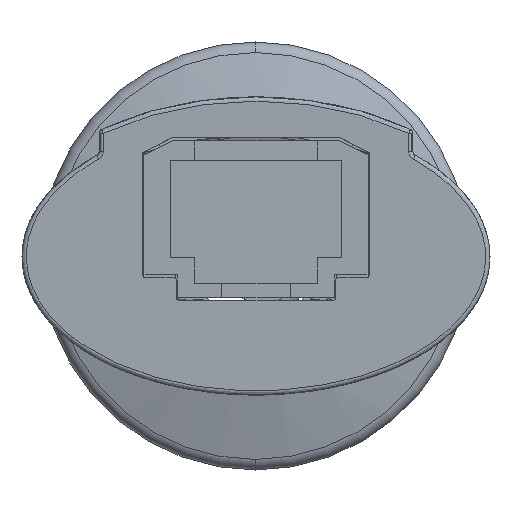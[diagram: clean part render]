
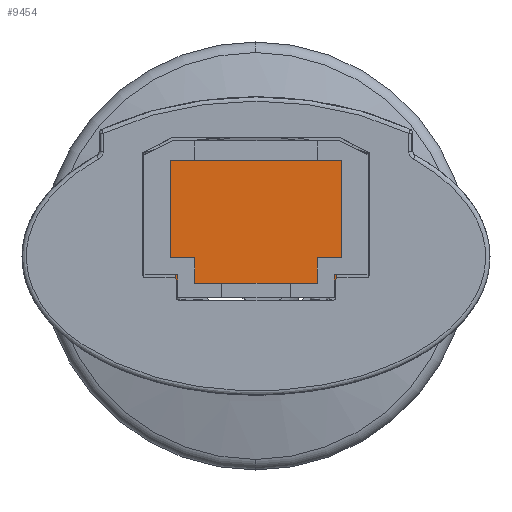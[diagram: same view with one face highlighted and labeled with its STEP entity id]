
A CAD part, left-side view. The second image highlights one B-rep face of the part: STEP entity #9454.
In plain terms, the highlighted planar face has unit normal (-1, 0, 0).
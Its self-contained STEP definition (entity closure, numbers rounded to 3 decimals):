
#5768=CARTESIAN_POINT('',(-43.22,-5.625,-2.87));
#5769=VERTEX_POINT('',#5768);
#5777=CARTESIAN_POINT('',(-43.22,5.625,-2.87));
#5778=VERTEX_POINT('',#5777);
#5779=CARTESIAN_POINT('',(-43.22,5.625,-2.87));
#5780=DIRECTION('',(0.0,-1.0,0.0));
#5781=VECTOR('',#5780,11.25);
#5782=LINE('',#5779,#5781);
#5783=EDGE_CURVE('',#5778,#5769,#5782,.T.);
#8091=CARTESIAN_POINT('',(-43.22,-4.3,-0.07));
#8092=VERTEX_POINT('',#8091);
#8093=CARTESIAN_POINT('',(-43.22,-6.,-0.07));
#8094=VERTEX_POINT('',#8093);
#8095=CARTESIAN_POINT('',(-43.22,-4.3,-0.07));
#8096=DIRECTION('',(0.0,-1.0,0.0));
#8097=VECTOR('',#8096,1.7);
#8098=LINE('',#8095,#8097);
#8099=EDGE_CURVE('',#8092,#8094,#8098,.T.);
#8122=CARTESIAN_POINT('',(-43.22,-6.,6.73));
#8123=VERTEX_POINT('',#8122);
#8124=CARTESIAN_POINT('',(-43.22,-6.,-0.07));
#8125=DIRECTION('',(0.0,0.0,1.0));
#8126=VECTOR('',#8125,6.8);
#8127=LINE('',#8124,#8126);
#8128=EDGE_CURVE('',#8094,#8123,#8127,.T.);
#8146=CARTESIAN_POINT('',(-43.22,6.,6.73));
#8147=VERTEX_POINT('',#8146);
#8148=CARTESIAN_POINT('',(-43.22,-6.,6.73));
#8149=DIRECTION('',(0.0,1.0,0.0));
#8150=VECTOR('',#8149,12.);
#8151=LINE('',#8148,#8150);
#8152=EDGE_CURVE('',#8123,#8147,#8151,.T.);
#8176=CARTESIAN_POINT('',(-43.22,6.,-0.07));
#8177=VERTEX_POINT('',#8176);
#8178=CARTESIAN_POINT('',(-43.22,6.,6.73));
#8179=DIRECTION('',(0.0,0.0,-1.0));
#8180=VECTOR('',#8179,6.8);
#8181=LINE('',#8178,#8180);
#8182=EDGE_CURVE('',#8147,#8177,#8181,.T.);
#8200=CARTESIAN_POINT('',(-43.22,4.3,-0.07));
#8201=VERTEX_POINT('',#8200);
#8202=CARTESIAN_POINT('',(-43.22,6.,-0.07));
#8203=DIRECTION('',(0.0,-1.0,0.0));
#8204=VECTOR('',#8203,1.7);
#8205=LINE('',#8202,#8204);
#8206=EDGE_CURVE('',#8177,#8201,#8205,.T.);
#8232=CARTESIAN_POINT('',(-43.22,4.3,-1.27));
#8233=VERTEX_POINT('',#8232);
#8240=CARTESIAN_POINT('',(-43.22,4.3,-0.07));
#8241=DIRECTION('',(0.0,0.0,-1.0));
#8242=VECTOR('',#8241,1.2);
#8243=LINE('',#8240,#8242);
#8244=EDGE_CURVE('',#8201,#8233,#8243,.T.);
#8259=CARTESIAN_POINT('',(-43.22,-4.3,-1.27));
#8260=VERTEX_POINT('',#8259);
#8276=CARTESIAN_POINT('',(-43.22,-4.3,-1.27));
#8277=DIRECTION('',(0.0,0.0,1.0));
#8278=VECTOR('',#8277,1.2);
#8279=LINE('',#8276,#8278);
#8280=EDGE_CURVE('',#8260,#8092,#8279,.T.);
#8403=CARTESIAN_POINT('',(-43.22,-5.625,-1.27));
#8404=VERTEX_POINT('',#8403);
#8405=CARTESIAN_POINT('',(-43.22,-5.625,-1.27));
#8406=DIRECTION('',(0.0,1.0,0.0));
#8407=VECTOR('',#8406,1.325);
#8408=LINE('',#8405,#8407);
#8409=EDGE_CURVE('',#8404,#8260,#8408,.T.);
#8634=CARTESIAN_POINT('',(-43.22,5.625,-1.27));
#8635=VERTEX_POINT('',#8634);
#8643=CARTESIAN_POINT('',(-43.22,4.3,-1.27));
#8644=DIRECTION('',(0.0,1.0,0.0));
#8645=VECTOR('',#8644,1.325);
#8646=LINE('',#8643,#8645);
#8647=EDGE_CURVE('',#8233,#8635,#8646,.T.);
#9419=CARTESIAN_POINT('',(-43.22,-5.625,-2.87));
#9420=DIRECTION('',(0.0,0.0,1.0));
#9421=VECTOR('',#9420,1.6);
#9422=LINE('',#9419,#9421);
#9423=EDGE_CURVE('',#5769,#8404,#9422,.T.);
#9430=CARTESIAN_POINT('',(-43.22,-5.625,-2.87));
#9431=DIRECTION('',(-1.0,0.0,0.0));
#9432=DIRECTION('',(0.0,0.0,1.0));
#9433=AXIS2_PLACEMENT_3D('',#9430,#9431,#9432);
#9434=PLANE('',#9433);
#9435=ORIENTED_EDGE('',*,*,#8647,.T.);
#9436=CARTESIAN_POINT('',(-43.22,5.625,-2.87));
#9437=DIRECTION('',(0.0,0.0,1.0));
#9438=VECTOR('',#9437,1.6);
#9439=LINE('',#9436,#9438);
#9440=EDGE_CURVE('',#5778,#8635,#9439,.T.);
#9441=ORIENTED_EDGE('',*,*,#9440,.F.);
#9442=ORIENTED_EDGE('',*,*,#5783,.T.);
#9443=ORIENTED_EDGE('',*,*,#9423,.T.);
#9444=ORIENTED_EDGE('',*,*,#8409,.T.);
#9445=ORIENTED_EDGE('',*,*,#8280,.T.);
#9446=ORIENTED_EDGE('',*,*,#8099,.T.);
#9447=ORIENTED_EDGE('',*,*,#8128,.T.);
#9448=ORIENTED_EDGE('',*,*,#8152,.T.);
#9449=ORIENTED_EDGE('',*,*,#8182,.T.);
#9450=ORIENTED_EDGE('',*,*,#8206,.T.);
#9451=ORIENTED_EDGE('',*,*,#8244,.T.);
#9452=EDGE_LOOP('',(#9435,#9441,#9442,#9443,#9444,#9445,#9446,#9447,#9448,#9449,#9450,#9451));
#9453=FACE_OUTER_BOUND('',#9452,.T.);
#9454=ADVANCED_FACE('',(#9453),#9434,.T.);
